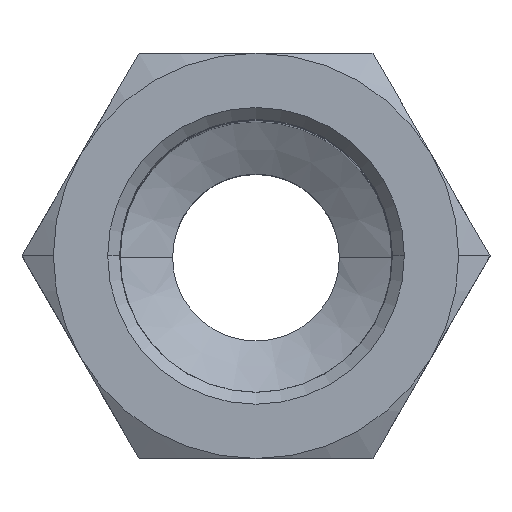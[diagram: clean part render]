
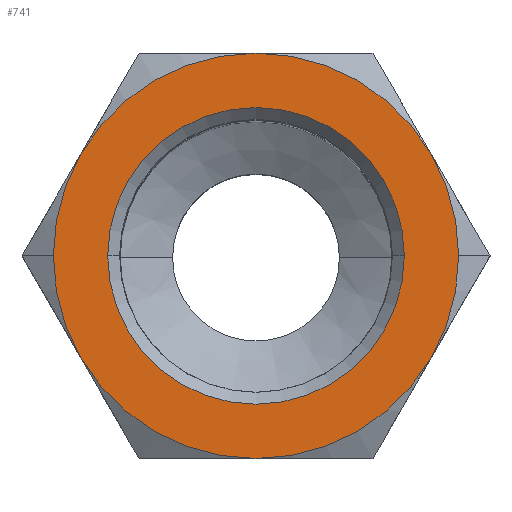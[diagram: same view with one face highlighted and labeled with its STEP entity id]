
A CAD part, top view. The second image highlights one B-rep face of the part: STEP entity #741.
In plain terms, the highlighted planar face has unit normal (0, 0, 1).
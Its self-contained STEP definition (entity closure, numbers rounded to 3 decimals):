
#73=CARTESIAN_POINT('',(3.214,0.,59.298));
#74=VERTEX_POINT('',#73);
#83=CARTESIAN_POINT('',(4.353,4.25,59.298));
#84=VERTEX_POINT('',#83);
#85=CARTESIAN_POINT('',(11.714,0.,59.298));
#86=DIRECTION('',(0.0,0.0,1.0));
#87=DIRECTION('',(1.0,0.0,0.0));
#88=AXIS2_PLACEMENT_3D('',#85,#86,#87);
#89=CIRCLE('',#88,8.5);
#90=EDGE_CURVE('',#84,#74,#89,.T.);
#434=CARTESIAN_POINT('',(20.214,0.,59.298));
#435=VERTEX_POINT('',#434);
#442=CARTESIAN_POINT('',(19.076,4.25,59.298));
#443=VERTEX_POINT('',#442);
#457=CARTESIAN_POINT('',(11.714,0.,59.298));
#458=DIRECTION('',(0.0,0.0,1.0));
#459=DIRECTION('',(1.0,0.0,0.0));
#460=AXIS2_PLACEMENT_3D('',#457,#458,#459);
#461=CIRCLE('',#460,8.5);
#462=EDGE_CURVE('',#435,#443,#461,.T.);
#514=CARTESIAN_POINT('',(17.937,0.,59.298));
#515=VERTEX_POINT('',#514);
#524=CARTESIAN_POINT('',(11.714,6.223,59.298));
#525=VERTEX_POINT('',#524);
#526=CARTESIAN_POINT('',(11.714,0.0,59.298));
#527=DIRECTION('',(0.0,0.0,-1.0));
#528=DIRECTION('',(-1.0,0.0,0.0));
#529=AXIS2_PLACEMENT_3D('',#526,#527,#528);
#530=CIRCLE('',#529,6.223);
#531=EDGE_CURVE('',#525,#515,#530,.T.);
#533=CARTESIAN_POINT('',(5.492,0.,59.298));
#534=VERTEX_POINT('',#533);
#535=CARTESIAN_POINT('',(11.714,0.0,59.298));
#536=DIRECTION('',(0.0,0.0,-1.0));
#537=DIRECTION('',(-1.0,0.0,0.0));
#538=AXIS2_PLACEMENT_3D('',#535,#536,#537);
#539=CIRCLE('',#538,6.223);
#540=EDGE_CURVE('',#534,#525,#539,.T.);
#643=CARTESIAN_POINT('',(11.714,0.0,59.298));
#644=DIRECTION('',(0.0,0.0,-1.0));
#645=DIRECTION('',(-1.0,0.0,0.0));
#646=AXIS2_PLACEMENT_3D('',#643,#644,#645);
#647=CIRCLE('',#646,6.223);
#648=EDGE_CURVE('',#515,#534,#647,.T.);
#677=CARTESIAN_POINT('',(6.807,8.5,59.298));
#678=DIRECTION('',(0.0,0.0,1.0));
#679=DIRECTION('',(1.0,0.0,0.0));
#680=AXIS2_PLACEMENT_3D('',#677,#678,#679);
#681=PLANE('',#680);
#682=ORIENTED_EDGE('',*,*,#90,.T.);
#683=CARTESIAN_POINT('',(4.353,-4.25,59.298));
#684=VERTEX_POINT('',#683);
#685=CARTESIAN_POINT('',(11.714,0.,59.298));
#686=DIRECTION('',(0.0,0.0,1.0));
#687=DIRECTION('',(1.0,0.0,0.0));
#688=AXIS2_PLACEMENT_3D('',#685,#686,#687);
#689=CIRCLE('',#688,8.5);
#690=EDGE_CURVE('',#74,#684,#689,.T.);
#691=ORIENTED_EDGE('',*,*,#690,.T.);
#692=CARTESIAN_POINT('',(11.714,-8.5,59.298));
#693=VERTEX_POINT('',#692);
#694=CARTESIAN_POINT('',(11.714,0.,59.298));
#695=DIRECTION('',(0.0,0.0,1.0));
#696=DIRECTION('',(1.0,0.0,0.0));
#697=AXIS2_PLACEMENT_3D('',#694,#695,#696);
#698=CIRCLE('',#697,8.5);
#699=EDGE_CURVE('',#684,#693,#698,.T.);
#700=ORIENTED_EDGE('',*,*,#699,.T.);
#701=CARTESIAN_POINT('',(19.076,-4.25,59.298));
#702=VERTEX_POINT('',#701);
#703=CARTESIAN_POINT('',(11.714,0.,59.298));
#704=DIRECTION('',(0.0,0.0,1.0));
#705=DIRECTION('',(1.0,0.0,0.0));
#706=AXIS2_PLACEMENT_3D('',#703,#704,#705);
#707=CIRCLE('',#706,8.5);
#708=EDGE_CURVE('',#693,#702,#707,.T.);
#709=ORIENTED_EDGE('',*,*,#708,.T.);
#710=CARTESIAN_POINT('',(11.714,0.,59.298));
#711=DIRECTION('',(0.0,0.0,1.0));
#712=DIRECTION('',(1.0,0.0,0.0));
#713=AXIS2_PLACEMENT_3D('',#710,#711,#712);
#714=CIRCLE('',#713,8.5);
#715=EDGE_CURVE('',#702,#435,#714,.T.);
#716=ORIENTED_EDGE('',*,*,#715,.T.);
#717=ORIENTED_EDGE('',*,*,#462,.T.);
#718=CARTESIAN_POINT('',(11.714,8.5,59.298));
#719=VERTEX_POINT('',#718);
#720=CARTESIAN_POINT('',(11.714,0.,59.298));
#721=DIRECTION('',(0.0,0.0,1.0));
#722=DIRECTION('',(1.0,0.0,0.0));
#723=AXIS2_PLACEMENT_3D('',#720,#721,#722);
#724=CIRCLE('',#723,8.5);
#725=EDGE_CURVE('',#443,#719,#724,.T.);
#726=ORIENTED_EDGE('',*,*,#725,.T.);
#727=CARTESIAN_POINT('',(11.714,0.,59.298));
#728=DIRECTION('',(0.0,0.0,1.0));
#729=DIRECTION('',(1.0,0.0,0.0));
#730=AXIS2_PLACEMENT_3D('',#727,#728,#729);
#731=CIRCLE('',#730,8.5);
#732=EDGE_CURVE('',#719,#84,#731,.T.);
#733=ORIENTED_EDGE('',*,*,#732,.T.);
#734=EDGE_LOOP('',(#682,#691,#700,#709,#716,#717,#726,#733));
#735=FACE_OUTER_BOUND('',#734,.T.);
#736=ORIENTED_EDGE('',*,*,#531,.T.);
#737=ORIENTED_EDGE('',*,*,#648,.T.);
#738=ORIENTED_EDGE('',*,*,#540,.T.);
#739=EDGE_LOOP('',(#736,#737,#738));
#740=FACE_BOUND('',#739,.T.);
#741=ADVANCED_FACE('',(#735,#740),#681,.T.);
